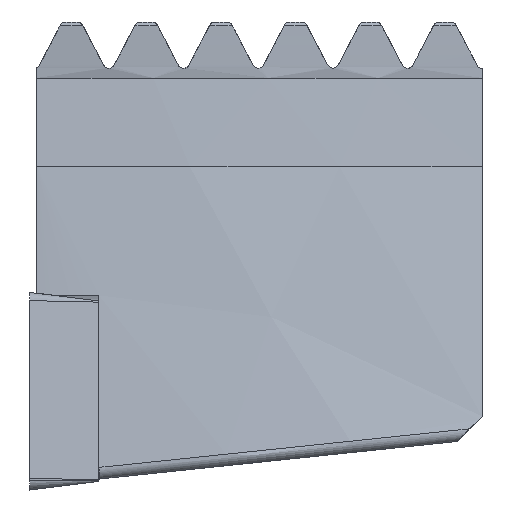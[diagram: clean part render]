
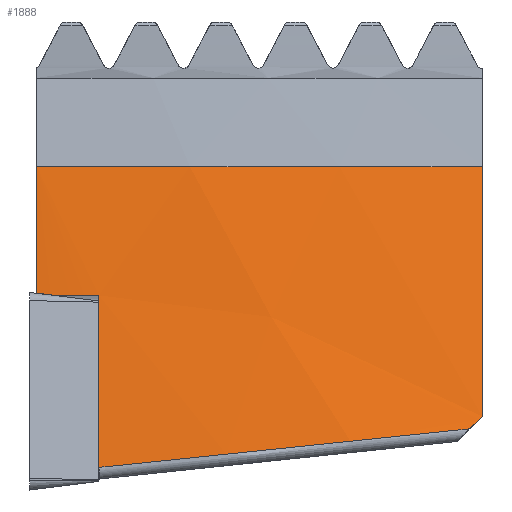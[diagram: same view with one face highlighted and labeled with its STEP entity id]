
A CAD part, left-side view. The second image highlights one B-rep face of the part: STEP entity #1888.
In plain terms, the highlighted conical face has half-angle 10 degrees and reference radius 82.326 mm.
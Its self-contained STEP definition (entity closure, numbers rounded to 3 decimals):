
#1536=EDGE_CURVE('NONE',#2560,#2698,#4168,.T.);
#1756=VERTEX_POINT('NONE',#4405);
#1832=VERTEX_POINT('NONE',#4490);
#1888=ADVANCED_FACE('NONE',(#4552),#4553,.T.);
#2112=VERTEX_POINT('NONE',#4808);
#2186=VERTEX_POINT('NONE',#4889);
#2270=EDGE_CURVE('NONE',#2186,#2112,#4979,.T.);
#2302=EDGE_CURVE('NONE',#2912,#1832,#5013,.T.);
#2532=EDGE_CURVE('NONE',#1756,#3654,#5271,.T.);
#2560=VERTEX_POINT('NONE',#5300);
#2698=VERTEX_POINT('NONE',#5454);
#2744=EDGE_CURVE('NONE',#2186,#2698,#5506,.F.);
#2912=VERTEX_POINT('NONE',#5690);
#3328=EDGE_CURVE('NONE',#1832,#2112,#6147,.F.);
#3462=EDGE_CURVE('NONE',#2912,#3634,#6290,.T.);
#3616=EDGE_CURVE('NONE',#3654,#3634,#6455,.F.);
#3634=VERTEX_POINT('NONE',#6474);
#3654=VERTEX_POINT('NONE',#6494);
#3774=EDGE_CURVE('NONE',#1756,#2560,#6620,.T.);
#4168=(B_SPLINE_CURVE(2,(#8006,#8007,#8008),.UNSPECIFIED.,.F.,.F.)B_SPLINE_CURVE_WITH_KNOTS((3,3),(1.303,15.343),.UNSPECIFIED.)RATIONAL_B_SPLINE_CURVE((1.,1.,1.))BOUNDED_CURVE()REPRESENTATION_ITEM('')GEOMETRIC_REPRESENTATION_ITEM()CURVE());
#4405=CARTESIAN_POINT('',(3.367,-2.06,15.64));
#4490=CARTESIAN_POINT('',(9.544,-36.36,5.903));
#4552=FACE_OUTER_BOUND('',#8684,.T.);
#4553=CONICAL_SURFACE('',#8685,82.326,0.175);
#4808=CARTESIAN_POINT('',(8.907,-35.376,4.919));
#4889=CARTESIAN_POINT('',(1.069,-5.565,1.814));
#4979=B_SPLINE_CURVE_WITH_KNOTS('',3,(#9374,#9375,#9376,#9377,#9378,#9379,#9380,#9381,#9382,#9383),.UNSPECIFIED.,.F.,.F.,(4,3,3,4),(0.0,0.2,0.833,1.0),.UNSPECIFIED.);
#5013=(B_SPLINE_CURVE(2,(#9444,#9445,#9446),.UNSPECIFIED.,.F.,.F.)B_SPLINE_CURVE_WITH_KNOTS((3,3),(1.323,21.782),.UNSPECIFIED.)RATIONAL_B_SPLINE_CURVE((1.,1.,1.))BOUNDED_CURVE()REPRESENTATION_ITEM('')GEOMETRIC_REPRESENTATION_ITEM()CURVE());
#5271=ELLIPSE('',#9836,84.694,84.133);
#5300=CARTESIAN_POINT('',(3.511,-5.56,15.64));
#5454=CARTESIAN_POINT('',(1.068,-5.56,1.814));
#5506=CIRCLE('',#10209,86.588);
#5690=CARTESIAN_POINT('',(13.462,-36.36,25.983));
#6147=ELLIPSE('',#11319,134.596,93.683);
#6290=CIRCLE('',#11542,82.326);
#6455=LINE('',#11847,#11848);
#6474=CARTESIAN_POINT('',(5.174,-0.56,25.983));
#6494=CARTESIAN_POINT('',(3.38,-0.56,15.811));
#6620=CIRCLE('',#12135,84.15);
#8006=CARTESIAN_POINT('',(3.511,-5.56,15.64));
#8007=CARTESIAN_POINT('',(2.307,-5.56,8.826));
#8008=CARTESIAN_POINT('',(1.068,-5.56,1.814));
#8684=EDGE_LOOP('',(#13122,#13123,#13124,#13125,#13126,#13127,#13128,#13129,#13130));
#8685=AXIS2_PLACEMENT_3D('',#13131,#13132,#13133);
#9374=CARTESIAN_POINT('',(1.069,-5.565,1.814));
#9375=CARTESIAN_POINT('',(1.231,-7.624,2.029));
#9376=CARTESIAN_POINT('',(1.466,-9.677,2.243));
#9377=CARTESIAN_POINT('',(1.775,-11.72,2.455));
#9378=CARTESIAN_POINT('',(2.751,-18.187,3.129));
#9379=CARTESIAN_POINT('',(4.463,-24.545,3.791));
#9380=CARTESIAN_POINT('',(6.868,-30.632,4.425));
#9381=CARTESIAN_POINT('',(7.5,-32.233,4.592));
#9382=CARTESIAN_POINT('',(8.181,-33.816,4.756));
#9383=CARTESIAN_POINT('',(8.907,-35.376,4.919));
#9444=CARTESIAN_POINT('',(13.462,-36.36,25.983));
#9445=CARTESIAN_POINT('',(11.544,-36.36,16.202));
#9446=CARTESIAN_POINT('',(9.544,-36.36,5.903));
#9836=AXIS2_PLACEMENT_3D('',#14060,#14061,#14062);
#10209=AXIS2_PLACEMENT_3D('',#14327,#14328,#14329);
#11319=AXIS2_PLACEMENT_3D('',#15074,#15075,#15076);
#11542=AXIS2_PLACEMENT_3D('',#15203,#15204,#15205);
#11847=CARTESIAN_POINT('',(4.277,-0.56,20.897));
#11848=VECTOR('',#15350,1.0);
#12135=AXIS2_PLACEMENT_3D('',#15466,#15467,#15468);
#13122=ORIENTED_EDGE('',*,*,#3328,.F.);
#13123=ORIENTED_EDGE('',*,*,#2302,.F.);
#13124=ORIENTED_EDGE('',*,*,#3462,.T.);
#13125=ORIENTED_EDGE('',*,*,#3616,.F.);
#13126=ORIENTED_EDGE('',*,*,#2532,.F.);
#13127=ORIENTED_EDGE('',*,*,#3774,.T.);
#13128=ORIENTED_EDGE('',*,*,#1536,.T.);
#13129=ORIENTED_EDGE('',*,*,#2744,.F.);
#13130=ORIENTED_EDGE('',*,*,#2270,.T.);
#13131=CARTESIAN_POINT('',(87.5,-0.36,25.983));
#13132=DIRECTION('',(0.,0.,-1.0));
#13133=DIRECTION('',(0.,1.0,0.));
#14060=CARTESIAN_POINT('',(87.5,-2.051,15.641));
#14061=DIRECTION('',(0.,0.113,-0.994));
#14062=DIRECTION('',(0.,-0.994,-0.113));
#14327=CARTESIAN_POINT('',(87.5,-0.36,1.814));
#14328=DIRECTION('',(0.,0.,1.0));
#14329=DIRECTION('',(0.,1.0,0.));
#15074=CARTESIAN_POINT('',(87.5,16.422,-46.879));
#15075=DIRECTION('',(0.,0.707,0.707));
#15076=DIRECTION('',(0.,-0.707,0.707));
#15203=CARTESIAN_POINT('',(87.5,-0.36,25.983));
#15204=DIRECTION('',(0.,0.,-1.0));
#15205=DIRECTION('',(0.,1.0,0.));
#15350=DIRECTION('',(-0.174,0.,-0.985));
#15466=CARTESIAN_POINT('',(87.5,-0.36,15.64));
#15467=DIRECTION('',(0.,0.,1.0));
#15468=DIRECTION('',(0.,1.0,0.));
